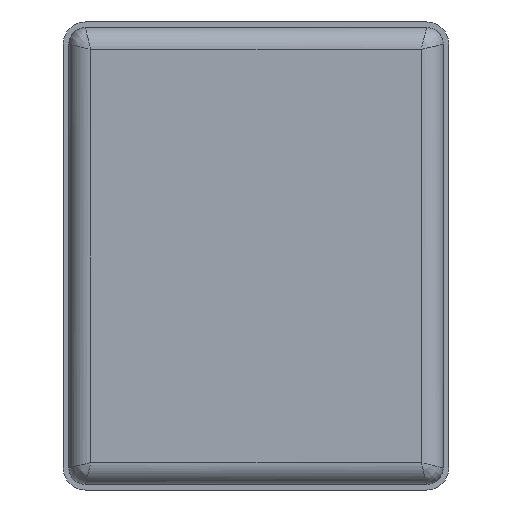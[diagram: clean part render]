
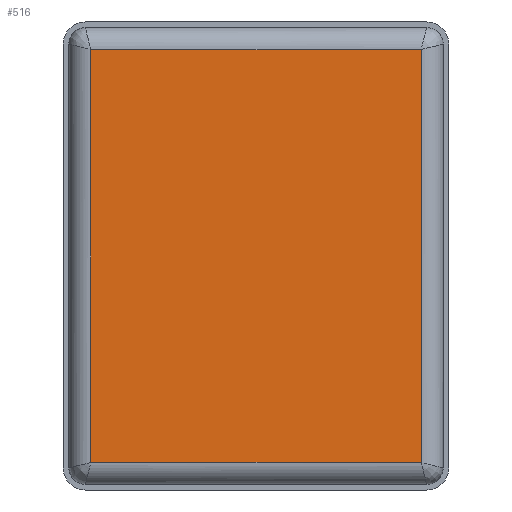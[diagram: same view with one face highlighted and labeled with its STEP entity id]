
A CAD part, front view. The second image highlights one B-rep face of the part: STEP entity #516.
In plain terms, the highlighted planar face has unit normal (0, -1, 0).
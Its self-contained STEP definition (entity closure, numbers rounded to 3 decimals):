
#101=CARTESIAN_POINT('',(-0.278,-54.5,1.765));
#102=VERTEX_POINT('',#101);
#162=CARTESIAN_POINT('',(-30.278,-54.5,1.765));
#163=VERTEX_POINT('',#162);
#223=CARTESIAN_POINT('',(-30.278,-54.5,39.265));
#224=VERTEX_POINT('',#223);
#284=CARTESIAN_POINT('',(-0.278,-54.5,39.265));
#285=VERTEX_POINT('',#284);
#325=CARTESIAN_POINT('',(-0.278,-54.5,39.265));
#326=DIRECTION('',(0.0,0.0,-1.0));
#327=VECTOR('',#326,37.5);
#328=LINE('',#325,#327);
#329=EDGE_CURVE('',#285,#102,#328,.T.);
#340=CARTESIAN_POINT('',(-30.278,-54.5,39.265));
#341=DIRECTION('',(1.0,0.0,0.0));
#342=VECTOR('',#341,30.);
#343=LINE('',#340,#342);
#344=EDGE_CURVE('',#224,#285,#343,.T.);
#362=CARTESIAN_POINT('',(-30.278,-54.5,1.765));
#363=DIRECTION('',(0.0,0.0,1.0));
#364=VECTOR('',#363,37.5);
#365=LINE('',#362,#364);
#366=EDGE_CURVE('',#163,#224,#365,.T.);
#384=CARTESIAN_POINT('',(-0.278,-54.5,1.765));
#385=DIRECTION('',(-1.0,0.0,0.0));
#386=VECTOR('',#385,30.);
#387=LINE('',#384,#386);
#388=EDGE_CURVE('',#102,#163,#387,.T.);
#505=CARTESIAN_POINT('',(-15.278,-54.5,20.515));
#506=DIRECTION('',(0.0,-1.0,0.0));
#507=DIRECTION('',(0.0,0.0,-1.0));
#508=AXIS2_PLACEMENT_3D('',#505,#506,#507);
#509=PLANE('',#508);
#510=ORIENTED_EDGE('',*,*,#329,.F.);
#511=ORIENTED_EDGE('',*,*,#344,.F.);
#512=ORIENTED_EDGE('',*,*,#366,.F.);
#513=ORIENTED_EDGE('',*,*,#388,.F.);
#514=EDGE_LOOP('',(#510,#511,#512,#513));
#515=FACE_OUTER_BOUND('',#514,.T.);
#516=ADVANCED_FACE('',(#515),#509,.T.);
